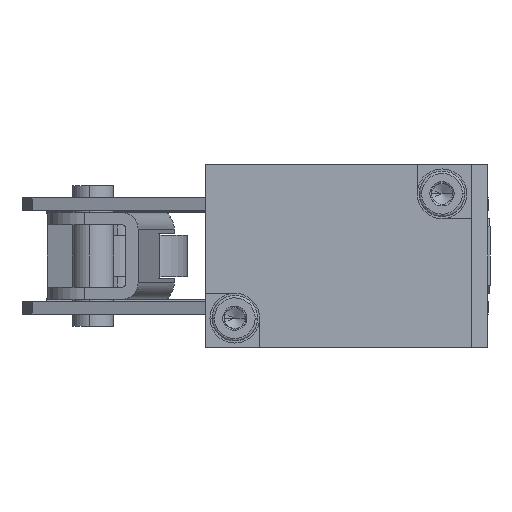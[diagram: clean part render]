
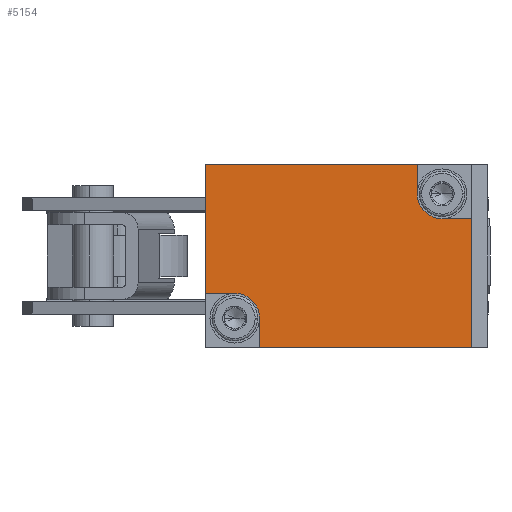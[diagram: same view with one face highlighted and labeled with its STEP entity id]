
A CAD part, front view. The second image highlights one B-rep face of the part: STEP entity #5154.
In plain terms, the highlighted planar face has unit normal (0, -1, 0).
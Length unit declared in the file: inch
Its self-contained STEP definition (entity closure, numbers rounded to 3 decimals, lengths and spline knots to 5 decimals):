
#10 = EDGE_CURVE ( 'NONE', #5283, #6445, #3250, .T. ) ;
#220 = VECTOR ( 'NONE', #1816, 39.37008 ) ;
#253 = PLANE ( 'NONE',  #3003 ) ;
#420 = DIRECTION ( 'NONE',  ( 0., 0., 1. ) ) ;
#499 = CARTESIAN_POINT ( 'NONE',  ( 0.49213, 0., 0.29528 ) ) ;
#753 = CARTESIAN_POINT ( 'NONE',  ( -0.37402, 0., -0.29528 ) ) ;
#756 = EDGE_LOOP ( 'NONE', ( #2794, #5048, #5405, #6948, #2960, #2855, #7569, #6507, #2628, #5739 ) ) ;
#918 = VERTEX_POINT ( 'NONE', #5746 ) ;
#1046 = LINE ( 'NONE', #3880, #5876 ) ;
#1169 = LINE ( 'NONE', #8627, #6460 ) ;
#1448 = CARTESIAN_POINT ( 'NONE',  ( -0.62992, 0., 0.43307 ) ) ;
#1816 = DIRECTION ( 'NONE',  ( 1., 0., 0. ) ) ;
#1869 = DIRECTION ( 'NONE',  ( 0., 0., 1. ) ) ;
#2332 = DIRECTION ( 'NONE',  ( 0., 1., 0. ) ) ;
#2352 = VERTEX_POINT ( 'NONE', #1448 ) ;
#2362 = VERTEX_POINT ( 'NONE', #2770 ) ;
#2418 = LINE ( 'NONE', #5159, #5347 ) ;
#2421 = LINE ( 'NONE', #3918, #2522 ) ;
#2502 = DIRECTION ( 'NONE',  ( 0., -1., 0. ) ) ;
#2522 = VECTOR ( 'NONE', #6699, 39.37008 ) ;
#2585 = EDGE_CURVE ( 'NONE', #2352, #6715, #7852, .T. ) ;
#2628 = ORIENTED_EDGE ( 'NONE', *, *, #4491, .T. ) ;
#2723 = AXIS2_PLACEMENT_3D ( 'NONE', #499, #4604, #7380 ) ;
#2770 = CARTESIAN_POINT ( 'NONE',  ( 0.62992, 0., 0.17717 ) ) ;
#2794 = ORIENTED_EDGE ( 'NONE', *, *, #8248, .F. ) ;
#2834 = CARTESIAN_POINT ( 'NONE',  ( -0.62992, 0., -0.17717 ) ) ;
#2855 = ORIENTED_EDGE ( 'NONE', *, *, #8181, .F. ) ;
#2960 = ORIENTED_EDGE ( 'NONE', *, *, #6117, .F. ) ;
#2977 = FACE_OUTER_BOUND ( 'NONE', #756, .T. ) ;
#3003 = AXIS2_PLACEMENT_3D ( 'NONE', #8473, #2332, #4391 ) ;
#3081 = EDGE_CURVE ( 'NONE', #4855, #2362, #4647, .T. ) ;
#3148 = DIRECTION ( 'NONE',  ( 1., 0., 0. ) ) ;
#3163 = CARTESIAN_POINT ( 'NONE',  ( 0.37402, 0., -0.43307 ) ) ;
#3250 = LINE ( 'NONE', #3163, #6863 ) ;
#3718 = DIRECTION ( 'NONE',  ( 0., 0., -1. ) ) ;
#3789 = CARTESIAN_POINT ( 'NONE',  ( 0.37402, 0., 0.43307 ) ) ;
#3869 = CARTESIAN_POINT ( 'NONE',  ( 0.62992, 0., 0.17717 ) ) ;
#3880 = CARTESIAN_POINT ( 'NONE',  ( -0.37402, 0., -0.43307 ) ) ;
#3918 = CARTESIAN_POINT ( 'NONE',  ( -0.62992, 0., 0.43307 ) ) ;
#4303 = EDGE_CURVE ( 'NONE', #5414, #5110, #1046, .T. ) ;
#4339 = LINE ( 'NONE', #5804, #6600 ) ;
#4391 = DIRECTION ( 'NONE',  ( 0., 0., -1. ) ) ;
#4400 = CARTESIAN_POINT ( 'NONE',  ( 0.49213, 0., 0.17717 ) ) ;
#4491 = EDGE_CURVE ( 'NONE', #7325, #2362, #4339, .T. ) ;
#4503 = CARTESIAN_POINT ( 'NONE',  ( 0.62992, 0., -0.43307 ) ) ;
#4604 = DIRECTION ( 'NONE',  ( 0., -1., 0. ) ) ;
#4647 = LINE ( 'NONE', #3869, #220 ) ;
#4725 = VECTOR ( 'NONE', #3718, 39.37008 ) ;
#4855 = VERTEX_POINT ( 'NONE', #4400 ) ;
#5048 = ORIENTED_EDGE ( 'NONE', *, *, #10, .F. ) ;
#5110 = VERTEX_POINT ( 'NONE', #753 ) ;
#5154 = ADVANCED_FACE ( 'NONE', ( #2977 ), #253, .F. ) ;
#5159 = CARTESIAN_POINT ( 'NONE',  ( 0.62992, 0., -0.43307 ) ) ;
#5283 = VERTEX_POINT ( 'NONE', #3789 ) ;
#5347 = VECTOR ( 'NONE', #3148, 39.37008 ) ;
#5352 = CIRCLE ( 'NONE', #2723, 0.11811 ) ;
#5400 = CARTESIAN_POINT ( 'NONE',  ( -0.37402, 0., -0.43307 ) ) ;
#5405 = ORIENTED_EDGE ( 'NONE', *, *, #5762, .T. ) ;
#5414 = VERTEX_POINT ( 'NONE', #5400 ) ;
#5739 = ORIENTED_EDGE ( 'NONE', *, *, #3081, .F. ) ;
#5746 = CARTESIAN_POINT ( 'NONE',  ( -0.49213, 0., -0.17717 ) ) ;
#5762 = EDGE_CURVE ( 'NONE', #5283, #2352, #2421, .T. ) ;
#5804 = CARTESIAN_POINT ( 'NONE',  ( 0.62992, 0., 0.43307 ) ) ;
#5876 = VECTOR ( 'NONE', #420, 39.37008 ) ;
#5916 = CARTESIAN_POINT ( 'NONE',  ( 0.37402, 0., 0.29528 ) ) ;
#6048 = DIRECTION ( 'NONE',  ( 0., 0., -1. ) ) ;
#6117 = EDGE_CURVE ( 'NONE', #918, #6715, #1169, .T. ) ;
#6445 = VERTEX_POINT ( 'NONE', #5916 ) ;
#6460 = VECTOR ( 'NONE', #6597, 39.37008 ) ;
#6502 = CIRCLE ( 'NONE', #8958, 0.11811 ) ;
#6507 = ORIENTED_EDGE ( 'NONE', *, *, #8012, .T. ) ;
#6597 = DIRECTION ( 'NONE',  ( -1., 0., 0. ) ) ;
#6600 = VECTOR ( 'NONE', #8507, 39.37008 ) ;
#6699 = DIRECTION ( 'NONE',  ( -1., 0., 0. ) ) ;
#6715 = VERTEX_POINT ( 'NONE', #2834 ) ;
#6836 = CARTESIAN_POINT ( 'NONE',  ( -0.49213, 0., -0.29528 ) ) ;
#6863 = VECTOR ( 'NONE', #6048, 39.37008 ) ;
#6948 = ORIENTED_EDGE ( 'NONE', *, *, #2585, .T. ) ;
#7174 = CARTESIAN_POINT ( 'NONE',  ( -0.62992, 0., -0.43307 ) ) ;
#7325 = VERTEX_POINT ( 'NONE', #4503 ) ;
#7380 = DIRECTION ( 'NONE',  ( 0., 0., 1. ) ) ;
#7569 = ORIENTED_EDGE ( 'NONE', *, *, #4303, .F. ) ;
#7852 = LINE ( 'NONE', #7174, #4725 ) ;
#8012 = EDGE_CURVE ( 'NONE', #5414, #7325, #2418, .T. ) ;
#8181 = EDGE_CURVE ( 'NONE', #5110, #918, #6502, .T. ) ;
#8248 = EDGE_CURVE ( 'NONE', #6445, #4855, #5352, .T. ) ;
#8473 = CARTESIAN_POINT ( 'NONE',  ( 0.62992, 0., -0.43307 ) ) ;
#8507 = DIRECTION ( 'NONE',  ( 0., 0., 1. ) ) ;
#8627 = CARTESIAN_POINT ( 'NONE',  ( -0.62992, 0., -0.17717 ) ) ;
#8958 = AXIS2_PLACEMENT_3D ( 'NONE', #6836, #2502, #1869 ) ;
